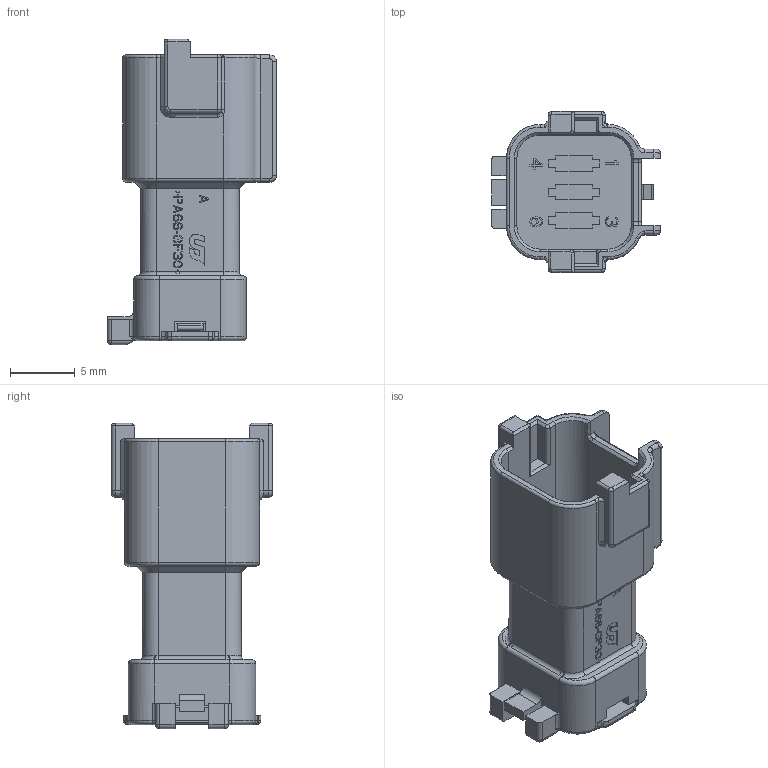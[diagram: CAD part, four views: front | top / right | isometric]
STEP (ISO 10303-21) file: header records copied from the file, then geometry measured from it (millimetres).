
FILE_DESCRIPTION((''),'2;1');
FILE_NAME('020_SLD_6M_ASSY_ASM','2019-12-24T',('jhryu'),(''),'CREO PARAMETRIC BY PTC INC, 2018360','CREO PARAMETRIC BY PTC INC, 2018360','');
FILE_SCHEMA(('CONFIG_CONTROL_DESIGN'));
Length unit declared in the file: millimetre
Products named in the file (4): 020_SLD_6M_HSG_AFTER; 020_6P_BLOCK_SEAL; 020_6P_COVER; 020_SLD_6M_ASSY_ASM
Assembly tree (3 placements, depth 2):
  020_SLD_6M_ASSY_ASM
    020_SLD_6M_HSG_AFTER
    020_6P_BLOCK_SEAL
    020_6P_COVER
Bounding box: 13 x 12.4 x 23.5 mm (x, y, z)
Volume: 1134.8 mm3; surface area: 1923.7 mm2
Topology: 3 solids, 3 shells, 1379 faces, 3520 edges, 2182 vertices
Faces by surface type: plane 943, cylinder 168, torus 116, cone 114, bspline 34, sphere 4
Entity records: 41914 total; most frequent: CARTESIAN_POINT 8357, ORIENTED_EDGE 7040, DIRECTION 6792, EDGE_CURVE 3520, VECTOR 2802, LINE 2802, VERTEX_POINT 2182, AXIS2_PLACEMENT_3D 1995
